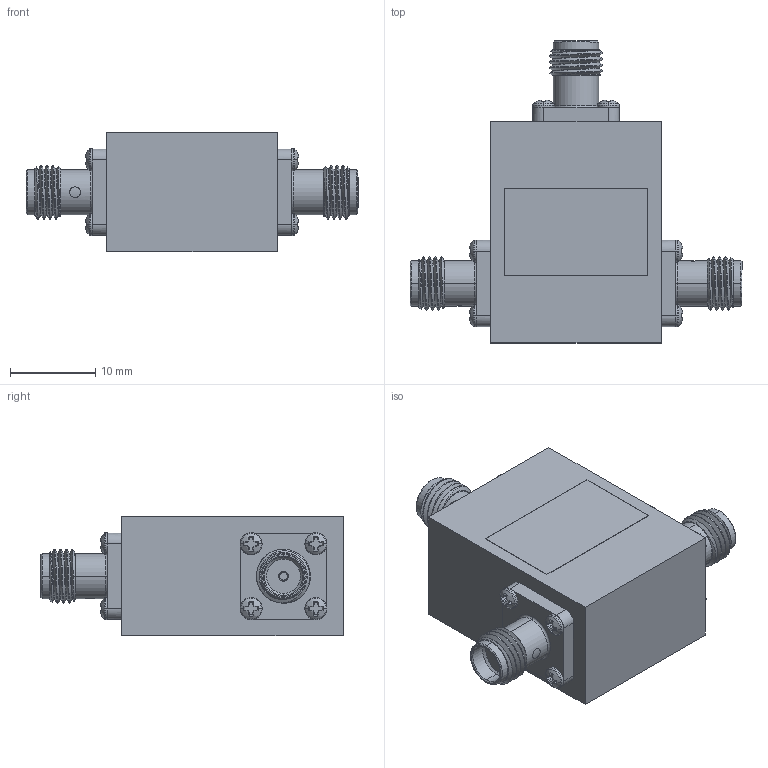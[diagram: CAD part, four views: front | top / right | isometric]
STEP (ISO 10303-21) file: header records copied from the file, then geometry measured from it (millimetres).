
FILE_DESCRIPTION (( 'STEP AP214' ), '1' );
FILE_NAME ('PE83CR1034 ¦ FMCR1034.step', '2020-04-21T15:24:51', ( '' ), ( '' ), 'SwSTEP 2.0', 'SolidWorks 2018', '' );
FILE_SCHEMA (( 'AUTOMOTIVE_DESIGN' ));
Length unit declared in the file: inch
Products named in the file (1): PE83CR1034 ｦ FMCR1034
Bounding box: 39.05 x 35.52 x 14.05 mm (x, y, z)
Volume: 8266.3 mm3; surface area: 3330.1 mm2
Topology: 1 solids, 1 shells, 533 faces, 1434 edges, 928 vertices
Faces by surface type: plane 263, cylinder 105, cone 102, bspline 57, torus 6
Entity records: 20642 total; most frequent: CARTESIAN_POINT 8089, ORIENTED_EDGE 2856, DIRECTION 2337, EDGE_CURVE 1428, VERTEX_POINT 928, AXIS2_PLACEMENT_3D 891, EDGE_LOOP 564, VECTOR 555
